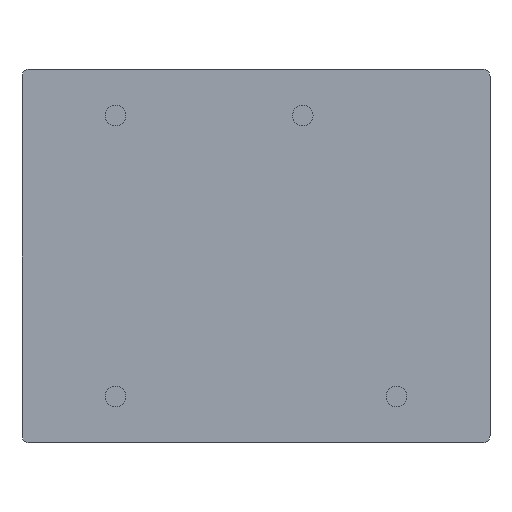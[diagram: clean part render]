
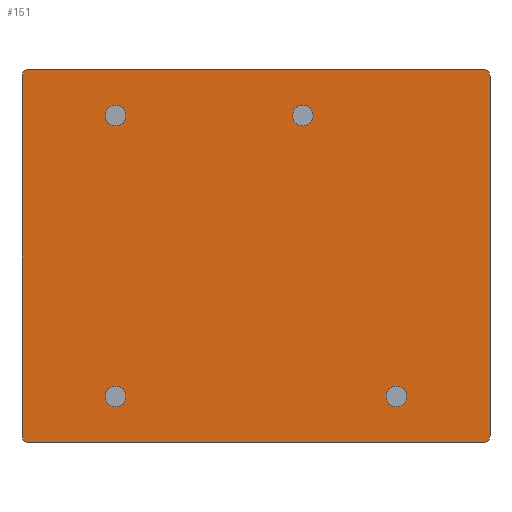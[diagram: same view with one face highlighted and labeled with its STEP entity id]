
A CAD part, front view. The second image highlights one B-rep face of the part: STEP entity #151.
In plain terms, the highlighted planar face has unit normal (0, -1, 0).
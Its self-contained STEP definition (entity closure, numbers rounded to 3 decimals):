
#80 = ORIENTED_EDGE ( 'NONE', *, *, #284, .F. ) ;
#88 = ORIENTED_EDGE ( 'NONE', *, *, #176, .F. ) ;
#89 = VERTEX_POINT ( 'NONE', #491 ) ;
#91 = EDGE_CURVE ( 'NONE', #89, #92, #490, .T. ) ;
#92 = VERTEX_POINT ( 'NONE', #485 ) ;
#108 = ORIENTED_EDGE ( 'NONE', *, *, #109, .F. ) ;
#109 = EDGE_CURVE ( 'NONE', #148, #147, #479, .T. ) ;
#110 = ORIENTED_EDGE ( 'NONE', *, *, #154, .F. ) ;
#111 = EDGE_LOOP ( 'NONE', ( #112, #114 ) ) ;
#112 = ORIENTED_EDGE ( 'NONE', *, *, #113, .F. ) ;
#113 = EDGE_CURVE ( 'NONE', #142, #139, #474, .T. ) ;
#114 = ORIENTED_EDGE ( 'NONE', *, *, #141, .F. ) ;
#115 = EDGE_LOOP ( 'NONE', ( #116, #120, #271, #127, #274, #124, #267, #286 ) ) ;
#116 = ORIENTED_EDGE ( 'NONE', *, *, #117, .F. ) ;
#117 = EDGE_CURVE ( 'NONE', #118, #119, #469, .T. ) ;
#118 = VERTEX_POINT ( 'NONE', #465 ) ;
#119 = VERTEX_POINT ( 'NONE', #464 ) ;
#120 = ORIENTED_EDGE ( 'NONE', *, *, #121, .T. ) ;
#121 = EDGE_CURVE ( 'NONE', #118, #270, #463, .T. ) ;
#122 = VERTEX_POINT ( 'NONE', #458 ) ;
#124 = ORIENTED_EDGE ( 'NONE', *, *, #268, .T. ) ;
#125 = EDGE_CURVE ( 'NONE', #128, #126, #457, .T. ) ;
#126 = VERTEX_POINT ( 'NONE', #452 ) ;
#127 = ORIENTED_EDGE ( 'NONE', *, *, #125, .T. ) ;
#128 = VERTEX_POINT ( 'NONE', #451 ) ;
#129 = VERTEX_POINT ( 'NONE', #418 ) ;
#139 = VERTEX_POINT ( 'NONE', #617 ) ;
#141 = EDGE_CURVE ( 'NONE', #139, #142, #603, .T. ) ;
#142 = VERTEX_POINT ( 'NONE', #592 ) ;
#147 = VERTEX_POINT ( 'NONE', #593 ) ;
#148 = VERTEX_POINT ( 'NONE', #594 ) ;
#151 = ADVANCED_FACE ( 'NONE', ( #567, #566, #565, #564, #563 ), #562, .T. ) ;
#152 = EDGE_LOOP ( 'NONE', ( #108, #110 ) ) ;
#154 = EDGE_CURVE ( 'NONE', #147, #148, #557, .T. ) ;
#160 = EDGE_CURVE ( 'NONE', #122, #282, #546, .T. ) ;
#167 = ORIENTED_EDGE ( 'NONE', *, *, #160, .F. ) ;
#176 = EDGE_CURVE ( 'NONE', #92, #89, #584, .T. ) ;
#177 = ORIENTED_EDGE ( 'NONE', *, *, #91, .F. ) ;
#178 = EDGE_LOOP ( 'NONE', ( #88, #177 ) ) ;
#266 = EDGE_CURVE ( 'NONE', #129, #269, #400, .T. ) ;
#267 = ORIENTED_EDGE ( 'NONE', *, *, #266, .F. ) ;
#268 = EDGE_CURVE ( 'NONE', #273, #269, #823, .T. ) ;
#269 = VERTEX_POINT ( 'NONE', #821 ) ;
#270 = VERTEX_POINT ( 'NONE', #837 ) ;
#271 = ORIENTED_EDGE ( 'NONE', *, *, #272, .F. ) ;
#272 = EDGE_CURVE ( 'NONE', #128, #270, #857, .T. ) ;
#273 = VERTEX_POINT ( 'NONE', #858 ) ;
#274 = ORIENTED_EDGE ( 'NONE', *, *, #275, .F. ) ;
#275 = EDGE_CURVE ( 'NONE', #273, #126, #826, .T. ) ;
#282 = VERTEX_POINT ( 'NONE', #830 ) ;
#284 = EDGE_CURVE ( 'NONE', #282, #122, #839, .T. ) ;
#285 = EDGE_LOOP ( 'NONE', ( #167, #80 ) ) ;
#286 = ORIENTED_EDGE ( 'NONE', *, *, #287, .T. ) ;
#287 = EDGE_CURVE ( 'NONE', #129, #119, #815, .T. ) ;
#395 = CARTESIAN_POINT ( 'NONE',  ( 0., 0., 0. ) ) ;
#400 = LINE ( 'NONE', #395, #822 ) ;
#418 = CARTESIAN_POINT ( 'NONE',  ( 0.2, 0., 0. ) ) ;
#451 = CARTESIAN_POINT ( 'NONE',  ( 12.5, 0., -10.14 ) ) ;
#452 = CARTESIAN_POINT ( 'NONE',  ( 12.7, 0., -9.94 ) ) ;
#453 = DIRECTION ( 'NONE',  ( 0., 0., -1. ) ) ;
#454 = DIRECTION ( 'NONE',  ( 0., -1., 0. ) ) ;
#455 = CARTESIAN_POINT ( 'NONE',  ( 12.5, 0., -9.94 ) ) ;
#456 = AXIS2_PLACEMENT_3D ( 'NONE', #455, #454, #453 ) ;
#457 = CIRCLE ( 'NONE', #456, 0.2 ) ;
#458 = CARTESIAN_POINT ( 'NONE',  ( 2.54, 0., -0.98 ) ) ;
#459 = DIRECTION ( 'NONE',  ( 0., 0., -1. ) ) ;
#460 = DIRECTION ( 'NONE',  ( 0., -1., 0. ) ) ;
#461 = CARTESIAN_POINT ( 'NONE',  ( 0.2, 0., -9.94 ) ) ;
#462 = AXIS2_PLACEMENT_3D ( 'NONE', #461, #460, #459 ) ;
#463 = CIRCLE ( 'NONE', #462, 0.2 ) ;
#464 = CARTESIAN_POINT ( 'NONE',  ( 0., 0., -0.2 ) ) ;
#465 = CARTESIAN_POINT ( 'NONE',  ( 0., 0., -9.94 ) ) ;
#466 = DIRECTION ( 'NONE',  ( 0., 0., 1. ) ) ;
#467 = VECTOR ( 'NONE', #466, 1000. ) ;
#468 = CARTESIAN_POINT ( 'NONE',  ( 0., 0., 0. ) ) ;
#469 = LINE ( 'NONE', #468, #467 ) ;
#470 = DIRECTION ( 'NONE',  ( 0., 0., -1. ) ) ;
#471 = DIRECTION ( 'NONE',  ( 0., -1., 0. ) ) ;
#472 = CARTESIAN_POINT ( 'NONE',  ( 7.62, 0., -1.26 ) ) ;
#473 = AXIS2_PLACEMENT_3D ( 'NONE', #472, #471, #470 ) ;
#474 = CIRCLE ( 'NONE', #473, 0.28 ) ;
#475 = DIRECTION ( 'NONE',  ( 0., 0., -1. ) ) ;
#476 = DIRECTION ( 'NONE',  ( 0., -1., 0. ) ) ;
#477 = CARTESIAN_POINT ( 'NONE',  ( 10.16, 0., -8.88 ) ) ;
#478 = AXIS2_PLACEMENT_3D ( 'NONE', #477, #476, #475 ) ;
#479 = CIRCLE ( 'NONE', #478, 0.28 ) ;
#485 = CARTESIAN_POINT ( 'NONE',  ( 2.54, 0., -8.6 ) ) ;
#486 = DIRECTION ( 'NONE',  ( 0., 0., -1. ) ) ;
#487 = DIRECTION ( 'NONE',  ( 0., -1., 0. ) ) ;
#488 = CARTESIAN_POINT ( 'NONE',  ( 2.54, 0., -8.88 ) ) ;
#489 = AXIS2_PLACEMENT_3D ( 'NONE', #488, #487, #486 ) ;
#490 = CIRCLE ( 'NONE', #489, 0.28 ) ;
#491 = CARTESIAN_POINT ( 'NONE',  ( 2.54, 0., -9.16 ) ) ;
#542 = DIRECTION ( 'NONE',  ( 0., 0., -1. ) ) ;
#543 = DIRECTION ( 'NONE',  ( 0., -1., 0. ) ) ;
#544 = CARTESIAN_POINT ( 'NONE',  ( 2.54, 0., -1.26 ) ) ;
#545 = AXIS2_PLACEMENT_3D ( 'NONE', #544, #543, #542 ) ;
#546 = CIRCLE ( 'NONE', #545, 0.28 ) ;
#553 = DIRECTION ( 'NONE',  ( 0., 0., -1. ) ) ;
#554 = DIRECTION ( 'NONE',  ( 0., -1., 0. ) ) ;
#555 = CARTESIAN_POINT ( 'NONE',  ( 10.16, 0., -8.88 ) ) ;
#556 = AXIS2_PLACEMENT_3D ( 'NONE', #555, #554, #553 ) ;
#557 = CIRCLE ( 'NONE', #556, 0.28 ) ;
#558 = DIRECTION ( 'NONE',  ( 0., 0., -1. ) ) ;
#559 = DIRECTION ( 'NONE',  ( 0., -1., 0. ) ) ;
#560 = CARTESIAN_POINT ( 'NONE',  ( 0., 0., -10.14 ) ) ;
#561 = AXIS2_PLACEMENT_3D ( 'NONE', #560, #559, #558 ) ;
#562 = PLANE ( 'NONE',  #561 ) ;
#563 = FACE_BOUND ( 'NONE', #178, .T. ) ;
#564 = FACE_BOUND ( 'NONE', #285, .T. ) ;
#565 = FACE_OUTER_BOUND ( 'NONE', #115, .T. ) ;
#566 = FACE_BOUND ( 'NONE', #111, .T. ) ;
#567 = FACE_BOUND ( 'NONE', #152, .T. ) ;
#580 = DIRECTION ( 'NONE',  ( 0., 0., -1. ) ) ;
#581 = DIRECTION ( 'NONE',  ( 0., -1., 0. ) ) ;
#582 = CARTESIAN_POINT ( 'NONE',  ( 2.54, 0., -8.88 ) ) ;
#583 = AXIS2_PLACEMENT_3D ( 'NONE', #582, #581, #580 ) ;
#584 = CIRCLE ( 'NONE', #583, 0.28 ) ;
#592 = CARTESIAN_POINT ( 'NONE',  ( 7.62, 0., -0.98 ) ) ;
#593 = CARTESIAN_POINT ( 'NONE',  ( 10.16, 0., -9.16 ) ) ;
#594 = CARTESIAN_POINT ( 'NONE',  ( 10.16, 0., -8.6 ) ) ;
#599 = DIRECTION ( 'NONE',  ( 0., 0., -1. ) ) ;
#600 = DIRECTION ( 'NONE',  ( 0., -1., 0. ) ) ;
#601 = CARTESIAN_POINT ( 'NONE',  ( 7.62, 0., -1.26 ) ) ;
#602 = AXIS2_PLACEMENT_3D ( 'NONE', #601, #600, #599 ) ;
#603 = CIRCLE ( 'NONE', #602, 0.28 ) ;
#617 = CARTESIAN_POINT ( 'NONE',  ( 7.62, 0., -1.54 ) ) ;
#815 = CIRCLE ( 'NONE', #835, 0.2 ) ;
#817 = DIRECTION ( 'NONE',  ( 0., 0., -1. ) ) ;
#818 = DIRECTION ( 'NONE',  ( 0., -1., 0. ) ) ;
#819 = CARTESIAN_POINT ( 'NONE',  ( 2.54, 0., -1.26 ) ) ;
#820 = AXIS2_PLACEMENT_3D ( 'NONE', #819, #818, #817 ) ;
#821 = CARTESIAN_POINT ( 'NONE',  ( 12.5, 0., 0. ) ) ;
#822 = VECTOR ( 'NONE', #846, 1000. ) ;
#823 = CIRCLE ( 'NONE', #831, 0.2 ) ;
#824 = DIRECTION ( 'NONE',  ( 0., -1., 0. ) ) ;
#826 = LINE ( 'NONE', #856, #855 ) ;
#830 = CARTESIAN_POINT ( 'NONE',  ( 2.54, 0., -1.54 ) ) ;
#831 = AXIS2_PLACEMENT_3D ( 'NONE', #836, #824, #838 ) ;
#833 = DIRECTION ( 'NONE',  ( 0., 0., -1. ) ) ;
#834 = DIRECTION ( 'NONE',  ( 0., -1., 0. ) ) ;
#835 = AXIS2_PLACEMENT_3D ( 'NONE', #840, #834, #833 ) ;
#836 = CARTESIAN_POINT ( 'NONE',  ( 12.5, 0., -0.2 ) ) ;
#837 = CARTESIAN_POINT ( 'NONE',  ( 0.2, 0., -10.14 ) ) ;
#838 = DIRECTION ( 'NONE',  ( 0., 0., -1. ) ) ;
#839 = CIRCLE ( 'NONE', #820, 0.28 ) ;
#840 = CARTESIAN_POINT ( 'NONE',  ( 0.2, 0., -0.2 ) ) ;
#846 = DIRECTION ( 'NONE',  ( 1., 0., 0. ) ) ;
#854 = DIRECTION ( 'NONE',  ( 0., 0., -1. ) ) ;
#855 = VECTOR ( 'NONE', #854, 1000. ) ;
#856 = CARTESIAN_POINT ( 'NONE',  ( 12.7, 0., 0. ) ) ;
#857 = LINE ( 'NONE', #861, #860 ) ;
#858 = CARTESIAN_POINT ( 'NONE',  ( 12.7, 0., -0.2 ) ) ;
#859 = DIRECTION ( 'NONE',  ( -1., 0., 0. ) ) ;
#860 = VECTOR ( 'NONE', #859, 1000. ) ;
#861 = CARTESIAN_POINT ( 'NONE',  ( 0., 0., -10.14 ) ) ;
